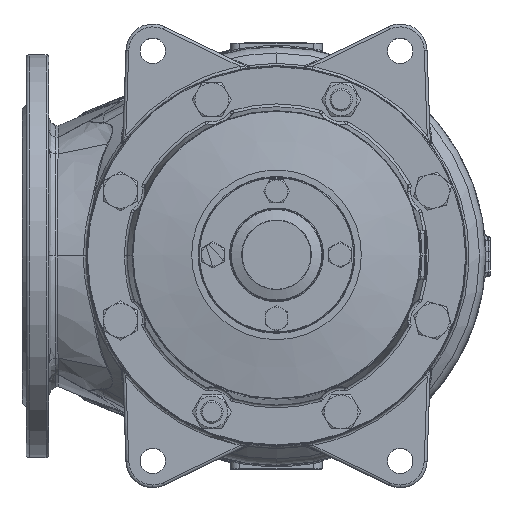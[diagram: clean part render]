
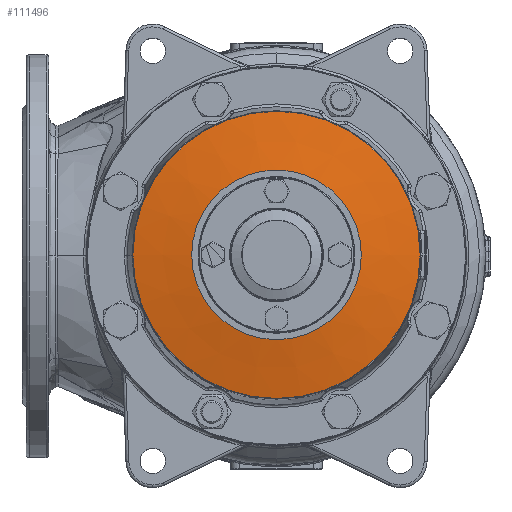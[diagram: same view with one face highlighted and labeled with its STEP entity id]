
A CAD part, top view. The second image highlights one B-rep face of the part: STEP entity #111496.
In plain terms, the highlighted conical face has half-angle 80 degrees and reference radius 60 mm.
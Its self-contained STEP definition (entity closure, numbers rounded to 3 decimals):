
#110794=CARTESIAN_POINT('',(101.587,0.,530.167));
#110795=VERTEX_POINT('',#110794);
#110822=CARTESIAN_POINT('',(-101.587,-0.,530.167));
#110823=VERTEX_POINT('',#110822);
#110824=CARTESIAN_POINT('',(0.,-0.,530.167));
#110825=DIRECTION('',(0.,-0.,1.));
#110826=DIRECTION('',(1.,0.,-0.));
#110827=AXIS2_PLACEMENT_3D('',#110824,#110825,#110826);
#110828=CIRCLE('',#110827,101.587);
#110829=EDGE_CURVE('NONE',#110823,#110795,#110828,.T.);
#110831=CARTESIAN_POINT('',(0.,-0.,530.167));
#110832=DIRECTION('',(0.,-0.,1.));
#110833=DIRECTION('',(1.,0.,-0.));
#110834=AXIS2_PLACEMENT_3D('',#110831,#110832,#110833);
#110835=CIRCLE('',#110834,101.587);
#110836=EDGE_CURVE('NONE',#110795,#110823,#110835,.T.);
#111462=CARTESIAN_POINT('',(0.,-0.,537.5));
#111463=DIRECTION('',(-0.,0.,-1.));
#111464=DIRECTION('',(-1.,-0.,0.));
#111465=AXIS2_PLACEMENT_3D('',#111462,#111463,#111464);
#111466=CONICAL_SURFACE('',#111465,60.,80.);
#111467=CARTESIAN_POINT('',(-60.,-0.,537.5));
#111468=VERTEX_POINT('',#111467);
#111469=CARTESIAN_POINT('',(-101.587,-0.,530.167));
#111470=DIRECTION('',(0.985,0.,0.174));
#111471=VECTOR('',#111470,42.228);
#111472=LINE('',#111469,#111471);
#111473=EDGE_CURVE('',#110823,#111468,#111472,.T.);
#111474=ORIENTED_EDGE('',*,*,#111473,.T.);
#111475=CARTESIAN_POINT('',(60.,0.,537.5));
#111476=VERTEX_POINT('',#111475);
#111477=CARTESIAN_POINT('',(0.,-0.,537.5));
#111478=DIRECTION('',(-0.,0.,-1.));
#111479=DIRECTION('',(-1.,-0.,0.));
#111480=AXIS2_PLACEMENT_3D('',#111477,#111478,#111479);
#111481=CIRCLE('',#111480,60.);
#111482=EDGE_CURVE('NONE',#111468,#111476,#111481,.T.);
#111483=ORIENTED_EDGE('',*,*,#111482,.T.);
#111484=CARTESIAN_POINT('',(0.,-0.,537.5));
#111485=DIRECTION('',(-0.,0.,-1.));
#111486=DIRECTION('',(-1.,-0.,0.));
#111487=AXIS2_PLACEMENT_3D('',#111484,#111485,#111486);
#111488=CIRCLE('',#111487,60.);
#111489=EDGE_CURVE('NONE',#111476,#111468,#111488,.T.);
#111490=ORIENTED_EDGE('',*,*,#111489,.T.);
#111491=ORIENTED_EDGE('',*,*,#111473,.F.);
#111492=ORIENTED_EDGE('',*,*,#110829,.T.);
#111493=ORIENTED_EDGE('',*,*,#110836,.T.);
#111494=EDGE_LOOP('',(#111474,#111483,#111490,#111491,#111492,#111493));
#111495=FACE_BOUND('',#111494,.T.);
#111496=ADVANCED_FACE('NONE',(#111495),#111466,.T.);
